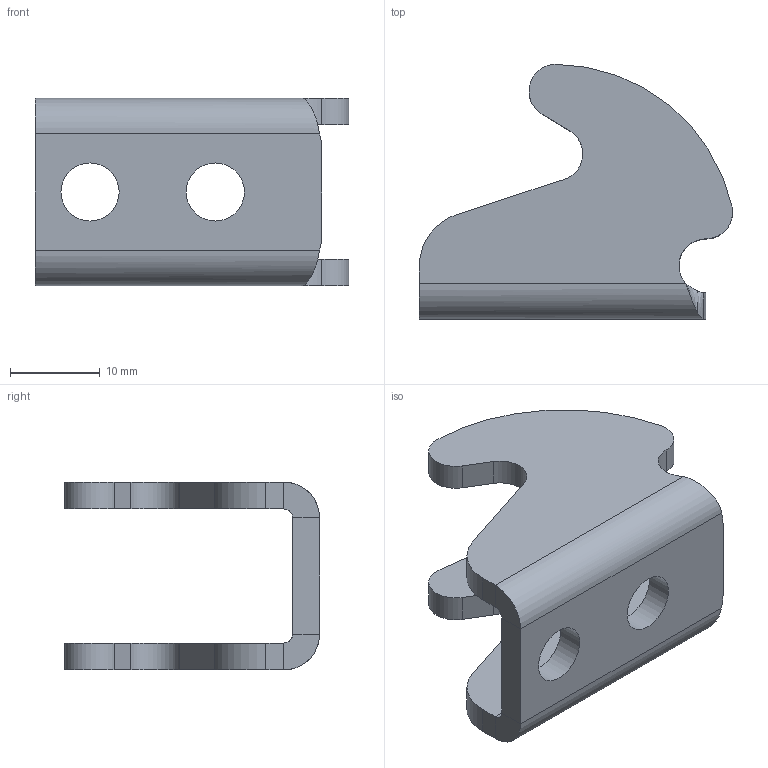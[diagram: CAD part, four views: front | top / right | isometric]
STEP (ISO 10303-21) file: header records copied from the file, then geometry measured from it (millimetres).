
FILE_DESCRIPTION(/* description */ (''),/* implementation_level */ '2;1');
FILE_NAME(/* name */ 'HC24 LATCH PLATE.stp',/* time_stamp */ '2021-10-28T09:11:49+01:00',/* author */ ('Sandfield Engineering'),/* organization */ ('Sandfield Engineering'),/* preprocessor_version */ 'ST-DEVELOPER v18.1',/* originating_system */ 'Autodesk Inventor 2021',/* authorisation */ '');
FILE_SCHEMA (('AUTOMOTIVE_DESIGN { 1 0 10303 214 3 1 1 }'));
Length unit declared in the file: millimetre
Products named in the file (1): HC24 LATCH PLATE
Bounding box: 34.99 x 28.5 x 21 mm (x, y, z)
Volume: 4799.9 mm3; surface area: 3930.9 mm2
Topology: 1 solids, 1 shells, 40 faces, 104 edges, 66 vertices
Faces by surface type: cylinder 20, plane 16, bspline 4
Full cylindrical faces by diameter (mm): 6.5 x2
Entity records: 1331 total; most frequent: CARTESIAN_POINT 295, ORIENTED_EDGE 208, DIRECTION 208, EDGE_CURVE 104, AXIS2_PLACEMENT_3D 75, VERTEX_POINT 66, LINE 58, VECTOR 58
